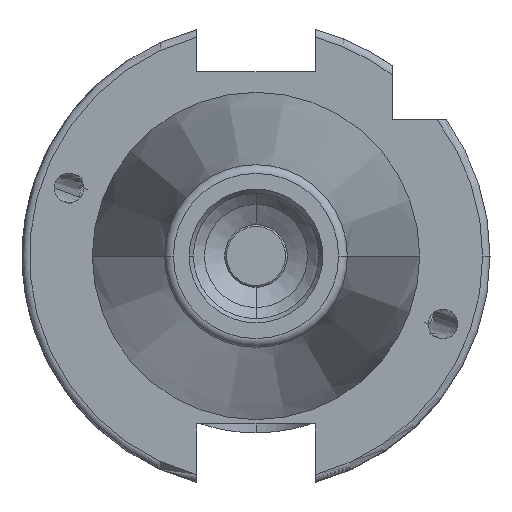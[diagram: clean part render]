
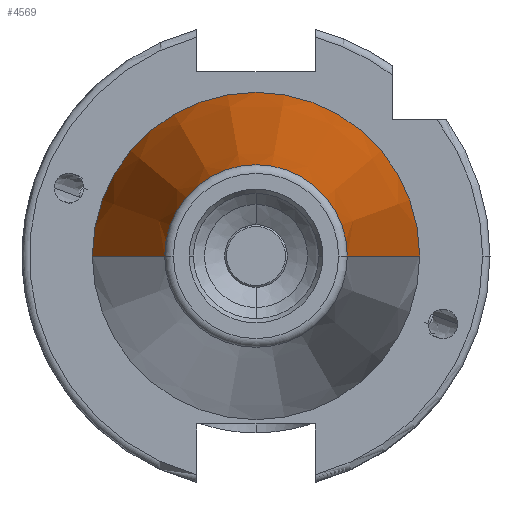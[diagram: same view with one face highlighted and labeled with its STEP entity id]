
A CAD part, left-side view. The second image highlights one B-rep face of the part: STEP entity #4569.
In plain terms, the highlighted conical face has half-angle 8.297 degrees and reference radius 22.225 mm.
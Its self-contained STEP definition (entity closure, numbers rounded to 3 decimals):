
#4383 = EDGE_CURVE ( 'NONE', #4384, #4386, #8552, .T. ) ;
#4384 = VERTEX_POINT ( 'NONE', #8547 ) ;
#4386 = VERTEX_POINT ( 'NONE', #8546 ) ;
#4560 = VERTEX_POINT ( 'NONE', #8867 ) ;
#4569 = ADVANCED_FACE ( 'NONE', ( #9092 ), #9091, .T. ) ;
#4570 = EDGE_LOOP ( 'NONE', ( #4571, #4572, #4639, #4629 ) ) ;
#4571 = ORIENTED_EDGE ( 'NONE', *, *, #4383, .F. ) ;
#4572 = ORIENTED_EDGE ( 'NONE', *, *, #4573, .T. ) ;
#4573 = EDGE_CURVE ( 'NONE', #4384, #4638, #9016, .T. ) ;
#4629 = ORIENTED_EDGE ( 'NONE', *, *, #4630, .F. ) ;
#4630 = EDGE_CURVE ( 'NONE', #4386, #4560, #9239, .T. ) ;
#4638 = VERTEX_POINT ( 'NONE', #9176 ) ;
#4639 = ORIENTED_EDGE ( 'NONE', *, *, #4640, .T. ) ;
#4640 = EDGE_CURVE ( 'NONE', #4638, #4560, #9175, .T. ) ;
#8546 = CARTESIAN_POINT ( 'NONE',  ( -67.373, 12.4, 0. ) ) ;
#8547 = CARTESIAN_POINT ( 'NONE',  ( -67.373, -12.4, 0. ) ) ;
#8548 = DIRECTION ( 'NONE',  ( 0., -1., 0. ) ) ;
#8549 = DIRECTION ( 'NONE',  ( -1., 0., 0. ) ) ;
#8550 = CARTESIAN_POINT ( 'NONE',  ( -67.373, 0., 0. ) ) ;
#8551 = AXIS2_PLACEMENT_3D ( 'NONE', #8550, #8549, #8548 ) ;
#8552 = CIRCLE ( 'NONE', #8551, 12.4 ) ;
#8867 = CARTESIAN_POINT ( 'NONE',  ( 0., 22.225, 0. ) ) ;
#9015 = CARTESIAN_POINT ( 'NONE',  ( 0., -22.225, 0. ) ) ;
#9016 = LINE ( 'NONE', #9015, #9032 ) ;
#9017 = DIRECTION ( 'NONE',  ( 0., 1., 0. ) ) ;
#9018 = DIRECTION ( 'NONE',  ( 1., 0., 0. ) ) ;
#9031 = DIRECTION ( 'NONE',  ( 0.99, -0.144, 0. ) ) ;
#9032 = VECTOR ( 'NONE', #9031, 1000. ) ;
#9033 = CARTESIAN_POINT ( 'NONE',  ( 0., 0., 0. ) ) ;
#9034 = AXIS2_PLACEMENT_3D ( 'NONE', #9033, #9018, #9017 ) ;
#9091 = CONICAL_SURFACE ( 'NONE', #9034, 22.225, 0.145 ) ;
#9092 = FACE_OUTER_BOUND ( 'NONE', #4570, .T. ) ;
#9138 = DIRECTION ( 'NONE',  ( 0.99, 0.144, 0. ) ) ;
#9139 = VECTOR ( 'NONE', #9138, 1000. ) ;
#9140 = CARTESIAN_POINT ( 'NONE',  ( 0., 22.225, 0. ) ) ;
#9148 = DIRECTION ( 'NONE',  ( 0., -1., 0. ) ) ;
#9149 = DIRECTION ( 'NONE',  ( -1., 0., 0. ) ) ;
#9150 = CARTESIAN_POINT ( 'NONE',  ( 0., 0., 0. ) ) ;
#9151 = AXIS2_PLACEMENT_3D ( 'NONE', #9150, #9149, #9148 ) ;
#9175 = CIRCLE ( 'NONE', #9151, 22.225 ) ;
#9176 = CARTESIAN_POINT ( 'NONE',  ( 0., -22.225, 0. ) ) ;
#9239 = LINE ( 'NONE', #9140, #9139 ) ;
